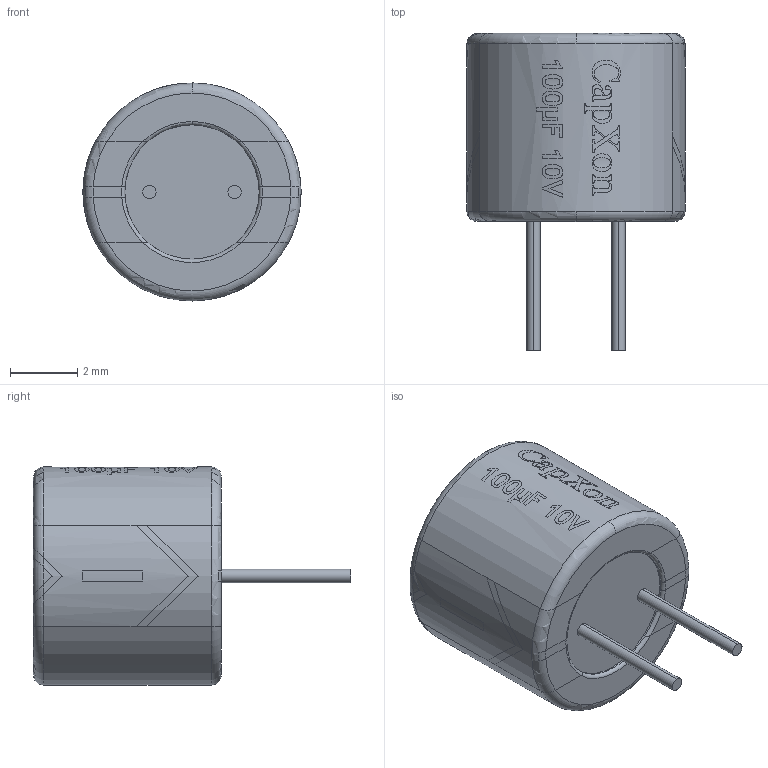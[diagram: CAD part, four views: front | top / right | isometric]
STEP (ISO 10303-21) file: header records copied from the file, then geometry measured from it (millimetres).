
FILE_DESCRIPTION (( 'STEP AP214' ), '1' );
FILE_NAME ('100µF_10V_Short.STEP', '2023-09-24T14:26:41', ( 'Yurii' ), ( '' ), 'SwSTEP 2.0', 'SolidWorks 2019', '' );
FILE_SCHEMA (( 'AUTOMOTIVE_DESIGN' ));
Length unit declared in the file: millimetre
Products named in the file (1): 100湩_10V_Short
Bounding box: 6.5 x 9.45 x 6.5 mm (x, y, z)
Volume: 182.2 mm3; surface area: 188.6 mm2
Topology: 3 solids, 3 shells, 120 faces, 455 edges, 363 vertices
Faces by surface type: cylinder 54, torus 40, plane 26
Entity records: 6773 total; most frequent: CARTESIAN_POINT 2648, ORIENTED_EDGE 910, DIRECTION 646, EDGE_CURVE 455, VERTEX_POINT 363, AXIS2_PLACEMENT_3D 285, B_SPLINE_CURVE_WITH_KNOTS 177, CIRCLE 164
